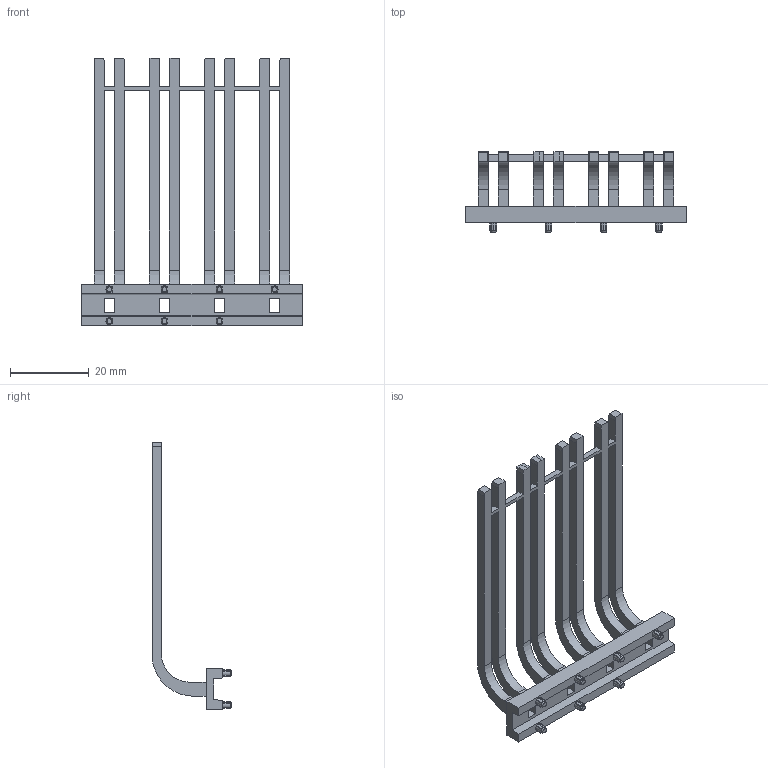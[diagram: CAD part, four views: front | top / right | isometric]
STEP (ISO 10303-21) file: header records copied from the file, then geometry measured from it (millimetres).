
FILE_DESCRIPTION (( 'STEP AP203' ), '1' );
FILE_NAME ('7512A5-4-A.STEP', '2016-06-28T23:50:06', ( '' ), ( '' ), 'SwSTEP 2.0', 'SolidWorks 2014', '' );
FILE_SCHEMA (( 'CONFIG_CONTROL_DESIGN' ));
Length unit declared in the file: inch
Products named in the file (1): 7512A5-4-A
Bounding box: 55.88 x 20.27 x 67.92 mm (x, y, z)
Volume: 5478.4 mm3; surface area: 7969.9 mm2
Topology: 1 solids, 1 shells, 246 faces, 718 edges, 467 vertices
Faces by surface type: plane 181, cylinder 51, cone 14
Entity records: 8224 total; most frequent: CARTESIAN_POINT 1600, ORIENTED_EDGE 1436, DIRECTION 1279, EDGE_CURVE 718, VECTOR 539, LINE 539, VERTEX_POINT 467, AXIS2_PLACEMENT_3D 370
